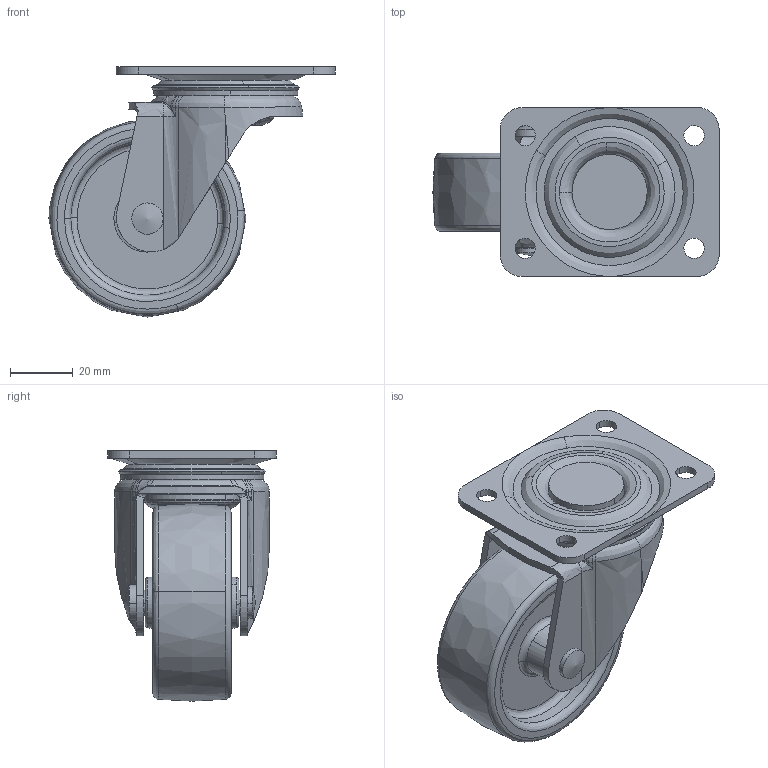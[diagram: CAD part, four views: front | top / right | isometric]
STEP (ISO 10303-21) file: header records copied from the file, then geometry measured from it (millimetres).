
FILE_DESCRIPTION((''),'2;1');
FILE_NAME('','2005-12-16T16:28:22',(''),(''),'','CADfix','');
FILE_SCHEMA(('AUTOMOTIVE_DESIGN'));
Length unit declared in the file: millimetre
Products named in the file (6): wheel; axle; mounting plate; main shaft; body; No_105_N_8065_36
Assembly tree (5 placements, depth 2):
  No_105_N_8065_36
    wheel
    axle
    mounting plate
    main shaft
    body
Bounding box: 91.5 x 54 x 80 mm (x, y, z)
Volume: 88056.3 mm3; surface area: 38147.4 mm2
Topology: 5 solids, 5 shells, 231 faces, 711 edges, 503 vertices
Faces by surface type: bspline 231
Entity records: 11126 total; most frequent: CARTESIAN_POINT 7301, ORIENTED_EDGE 1418, EDGE_CURVE 709, VERTEX_POINT 503, EDGE_LOOP 264, FACE_OUTER_BOUND 231, ADVANCED_FACE 231, QUASI_UNIFORM_CURVE 134
